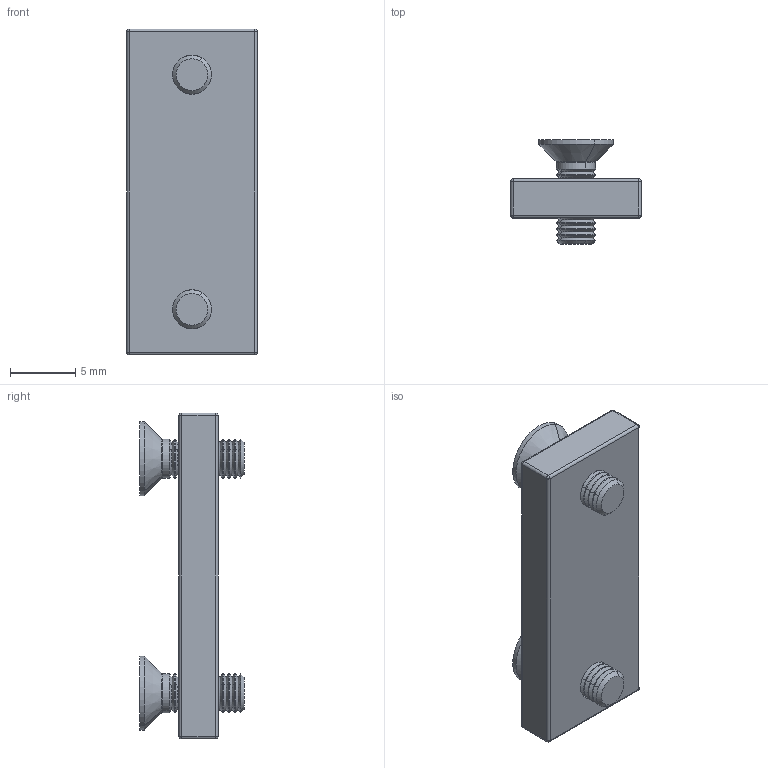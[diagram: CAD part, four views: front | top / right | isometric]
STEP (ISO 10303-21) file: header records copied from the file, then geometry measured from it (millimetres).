
FILE_DESCRIPTION (( 'STEP AP203' ), '1' );
FILE_NAME ('LED-ES.STEP', '2019-05-23T09:05:57', ( '' ), ( '' ), 'SwSTEP 2.0', 'SolidWorks 2015', '' );
FILE_SCHEMA (( 'CONFIG_CONTROL_DESIGN' ));
Length unit declared in the file: millimetre
Products named in the file (3): LED-ES; socket countersunk head screw_din_DIN 7991 - M3 x 8 --- 8S; LED-ES Teil1_LED-ES Teil1
Assembly tree (3 placements, depth 2):
  LED-ES
    LED-ES Teil1_LED-ES Teil1
    socket countersunk head screw_din_DIN 7991 - M3 x 8 --- 8S  x2
Bounding box: 10 x 8 x 25 mm (x, y, z)
Volume: 844.4 mm3; surface area: 1037.7 mm2
Topology: 3 solids, 3 shells, 414 faces, 1070 edges, 670 vertices
Faces by surface type: plane 148, cone 116, bspline 70, cylinder 68, sphere 8, torus 4
Entity records: 13227 total; most frequent: CARTESIAN_POINT 5507, ORIENTED_EDGE 1632, DIRECTION 1362, EDGE_CURVE 816, VERTEX_POINT 521, VECTOR 498, LINE 498, AXIS2_PLACEMENT_3D 432
